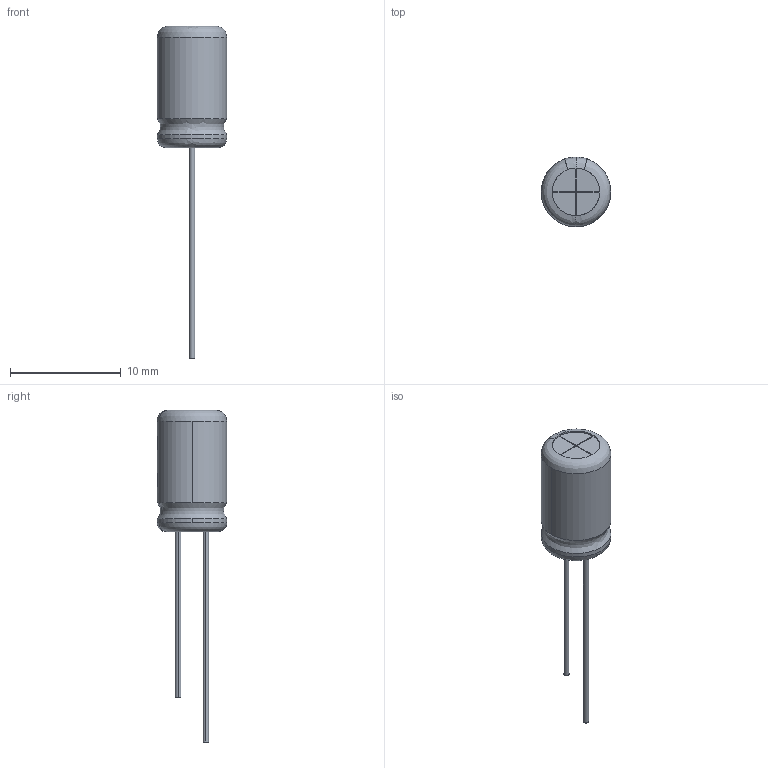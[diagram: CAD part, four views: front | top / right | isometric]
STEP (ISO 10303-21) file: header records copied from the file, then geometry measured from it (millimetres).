
FILE_DESCRIPTION (( 'STEP AP214' ), '1' );
FILE_NAME ('User Library-Cap 6.3x11.STEP', '2010-10-17T18:48:51', ( 'SysAdmin' ), ( 'SolidWorks' ), 'SwSTEP 2.0', 'SolidWorks 2010', '' );
FILE_SCHEMA (( 'AUTOMOTIVE_DESIGN' ));
Length unit declared in the file: millimetre
Products named in the file (11): User Library-Cap 6.3x11_9_1; User Library-Cap 6.3x11_8_1; User Library-Cap 6.3x11_10_1; User Library-Cap 6.3x11_7_1; User Library-Cap 6.3x11_4_1; User Library-Cap 6.3x11_3_1; User Library-Cap 6.3x11_6_1; User Library-Cap 6.3x11_2_1; User Library-Cap 6.3x11_1_1; User Library-Cap 6.3x11; User Library-Cap 6.3x11_5_1
Assembly tree (10 placements, depth 2):
  User Library-Cap 6.3x11
    User Library-Cap 6.3x11_3_1
    User Library-Cap 6.3x11_5_1
    User Library-Cap 6.3x11_10_1
    User Library-Cap 6.3x11_7_1
    User Library-Cap 6.3x11_2_1
    User Library-Cap 6.3x11_8_1
    User Library-Cap 6.3x11_4_1
    User Library-Cap 6.3x11_1_1
    User Library-Cap 6.3x11_6_1
    User Library-Cap 6.3x11_9_1
Bounding box: 6.3 x 6.3 x 30 mm (x, y, z)
Volume: 335.6 mm3; surface area: 829.7 mm2
Topology: 10 solids, 10 shells, 126 faces, 316 edges, 211 vertices
Faces by surface type: cylinder 61, plane 41, bspline 24
Entity records: 6340 total; most frequent: CARTESIAN_POINT 1587, ORIENTED_EDGE 632, DIRECTION 579, EDGE_CURVE 316, AXIS2_PLACEMENT_3D 215, VERTEX_POINT 211, UNCERTAINTY_MEASURE_WITH_UNIT 157, VECTOR 149
